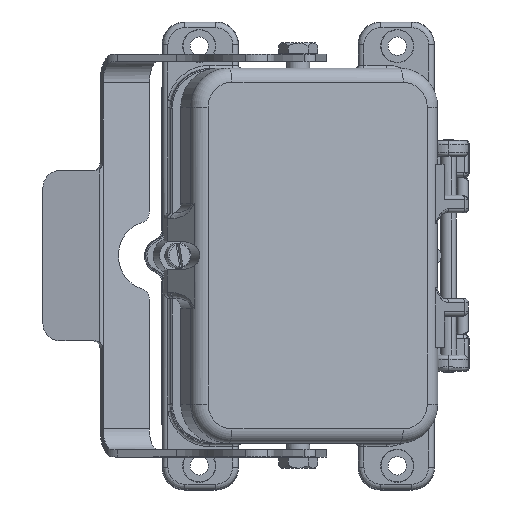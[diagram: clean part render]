
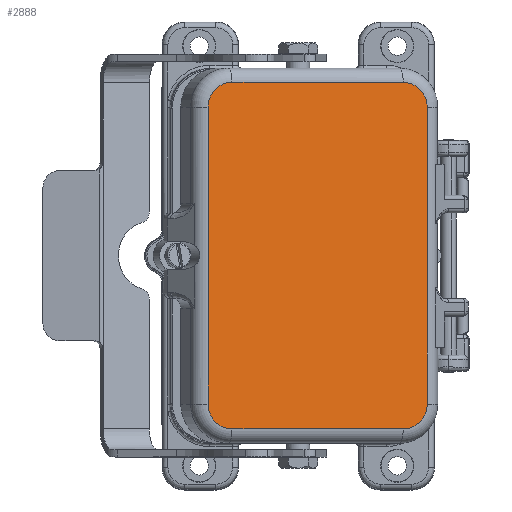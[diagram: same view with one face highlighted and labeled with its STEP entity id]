
A CAD part, top view. The second image highlights one B-rep face of the part: STEP entity #2888.
In plain terms, the highlighted planar face has unit normal (0.259, 0, 0.966).
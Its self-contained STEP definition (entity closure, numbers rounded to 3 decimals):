
#1406=FACE_OUTER_BOUND('',#4386,.T.);
#2888=ADVANCED_FACE('',(#1406),#3311,.T.);
#3311=PLANE('',#17350);
#4386=EDGE_LOOP('',(#9167,#9168,#9169,#9170,#9171,#9172,#9173,#9174));
#5065=CIRCLE('',#17332,8.75);
#5068=CIRCLE('',#17337,8.75);
#5072=CIRCLE('',#17343,8.75);
#5074=CIRCLE('',#17347,8.75);
#9167=ORIENTED_EDGE('',*,*,#13312,.F.);
#9168=ORIENTED_EDGE('',*,*,#13310,.T.);
#9169=ORIENTED_EDGE('',*,*,#13309,.F.);
#9170=ORIENTED_EDGE('',*,*,#13306,.T.);
#9171=ORIENTED_EDGE('',*,*,#13302,.F.);
#9172=ORIENTED_EDGE('',*,*,#13300,.T.);
#9173=ORIENTED_EDGE('',*,*,#13298,.F.);
#9174=ORIENTED_EDGE('',*,*,#13296,.T.);
#11093=VERTEX_POINT('',#30361);
#11094=VERTEX_POINT('',#30363);
#11095=VERTEX_POINT('',#30367);
#11096=VERTEX_POINT('',#30371);
#11097=VERTEX_POINT('',#30375);
#11098=VERTEX_POINT('',#30381);
#11099=VERTEX_POINT('',#30385);
#11100=VERTEX_POINT('',#30389);
#13296=EDGE_CURVE('',#11094,#11093,#14562,.T.);
#13298=EDGE_CURVE('',#11094,#11095,#5065,.T.);
#13300=EDGE_CURVE('',#11096,#11095,#14563,.T.);
#13302=EDGE_CURVE('',#11096,#11097,#5068,.T.);
#13306=EDGE_CURVE('',#11098,#11097,#14566,.T.);
#13309=EDGE_CURVE('',#11098,#11099,#5072,.T.);
#13310=EDGE_CURVE('',#11100,#11099,#14567,.T.);
#13312=EDGE_CURVE('',#11100,#11093,#5074,.T.);
#14562=LINE('',#30362,#15680);
#14563=LINE('',#30370,#15681);
#14566=LINE('',#30380,#15684);
#14567=LINE('',#30388,#15685);
#15680=VECTOR('',#21490,1.);
#15681=VECTOR('',#21501,1.);
#15684=VECTOR('',#21514,1.);
#15685=VECTOR('',#21525,1.);
#17332=AXIS2_PLACEMENT_3D('',#30366,#21495,#21496);
#17337=AXIS2_PLACEMENT_3D('',#30374,#21506,#21507);
#17343=AXIS2_PLACEMENT_3D('',#30386,#21521,#21522);
#17347=AXIS2_PLACEMENT_3D('',#30392,#21530,#21531);
#17350=AXIS2_PLACEMENT_3D('',#30396,#21537,#21538);
#21490=DIRECTION('',(0.,-1.,0.));
#21495=DIRECTION('',(-0.259,0.,-0.966));
#21496=DIRECTION('',(0.,1.,0.));
#21501=DIRECTION('',(-0.966,0.,0.259));
#21506=DIRECTION('',(-0.259,0.,-0.966));
#21507=DIRECTION('',(0.,1.,0.));
#21514=DIRECTION('',(0.,1.,0.));
#21521=DIRECTION('',(-0.259,0.,-0.966));
#21522=DIRECTION('',(0.,1.,0.));
#21525=DIRECTION('',(0.966,0.,-0.259));
#21530=DIRECTION('',(-0.259,0.,-0.966));
#21531=DIRECTION('',(0.,1.,0.));
#21537=DIRECTION('',(0.259,0.,0.966));
#21538=DIRECTION('',(0.,1.,0.));
#30361=CARTESIAN_POINT('',(-31.825,-52.341,81.232));
#30362=CARTESIAN_POINT('',(-31.825,-66.091,81.232));
#30363=CARTESIAN_POINT('',(-31.825,52.355,81.232));
#30366=CARTESIAN_POINT('',(-23.374,52.355,78.967));
#30367=CARTESIAN_POINT('',(-23.374,61.104,78.967));
#30370=CARTESIAN_POINT('',(-36.655,61.104,82.526));
#30371=CARTESIAN_POINT('',(36.995,61.104,62.791));
#30374=CARTESIAN_POINT('',(36.995,52.355,62.791));
#30375=CARTESIAN_POINT('',(45.446,52.355,60.527));
#30380=CARTESIAN_POINT('',(45.446,-66.091,60.527));
#30381=CARTESIAN_POINT('',(45.446,-52.341,60.527));
#30385=CARTESIAN_POINT('',(36.995,-61.091,62.791));
#30386=CARTESIAN_POINT('',(36.995,-52.341,62.791));
#30388=CARTESIAN_POINT('',(50.276,-61.091,59.233));
#30389=CARTESIAN_POINT('',(-23.374,-61.091,78.967));
#30392=CARTESIAN_POINT('',(-23.374,-52.341,78.967));
#30396=CARTESIAN_POINT('',(-36.655,-66.091,82.526));
